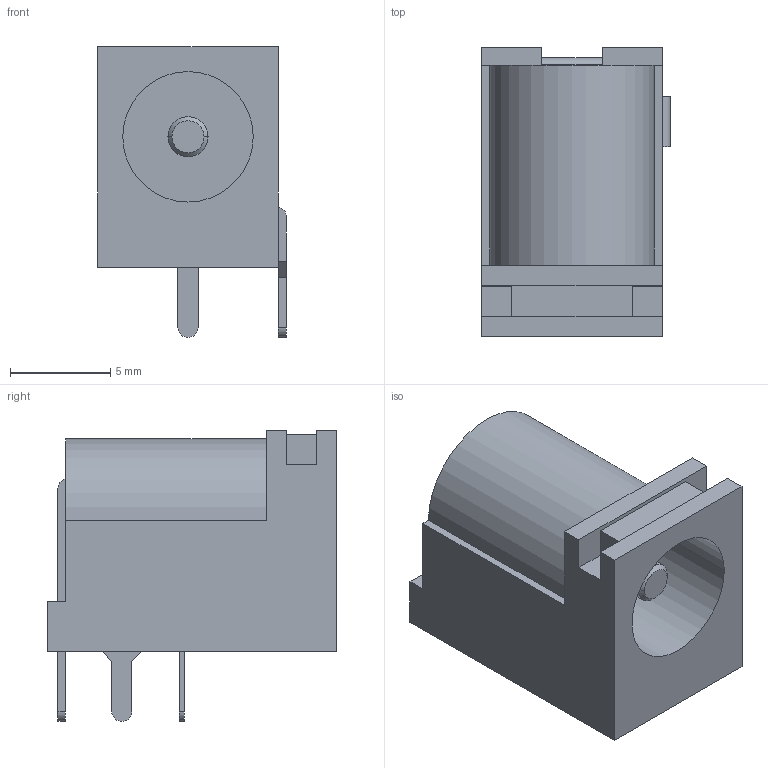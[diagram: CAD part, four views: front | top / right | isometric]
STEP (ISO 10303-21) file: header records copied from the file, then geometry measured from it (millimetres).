
FILE_DESCRIPTION(('FreeCAD Model'),'2;1');
FILE_NAME('CUI_PJ-102A.step', '2021-09-01T14:41:38',('kicad StepUp'),('ksu MCAD'), 'Open CASCADE STEP processor 7.3','FreeCAD','Unknown');
FILE_SCHEMA(('AUTOMOTIVE_DESIGN { 1 0 10303 214 1 1 1 1 }'));
Length unit declared in the file: millimetre
Products named in the file (1): CUI_PJ-102A
Bounding box: 9.4 x 14.4 x 14.5 mm (x, y, z)
Volume: 999.3 mm3; surface area: 1098.7 mm2
Topology: 4 solids, 4 shells, 79 faces, 606 edges, 1750 vertices
Faces by surface type: plane 65, cylinder 12, cone 2
Entity records: 8335 total; most frequent: CARTESIAN_POINT 2436, DIRECTION 856, LINE 516, VECTOR 516, GEOMETRIC_CURVE_SET 405, ORIENTED_EDGE 404, TRIMMED_CURVE 404, STYLED_ITEM 206
